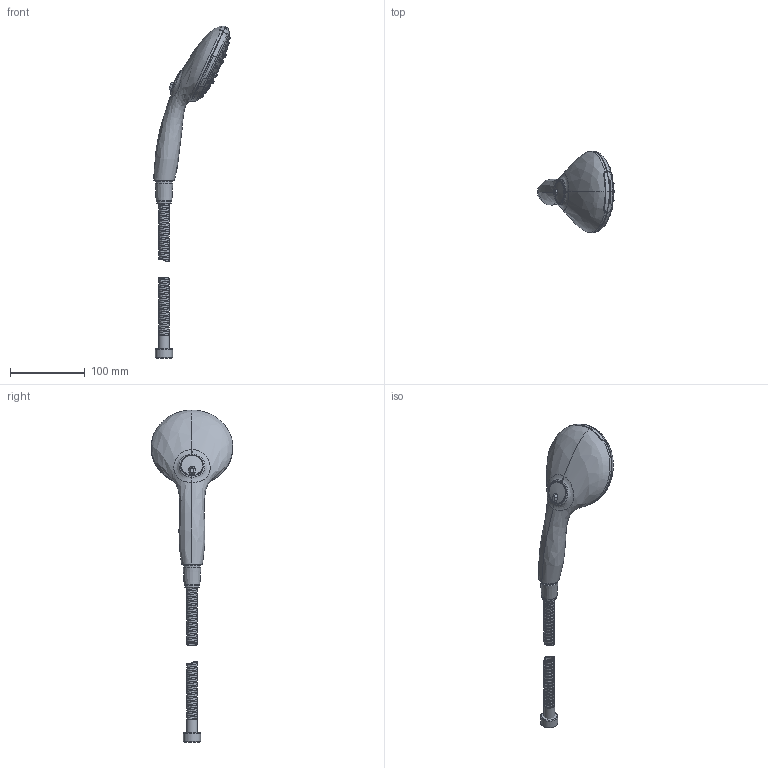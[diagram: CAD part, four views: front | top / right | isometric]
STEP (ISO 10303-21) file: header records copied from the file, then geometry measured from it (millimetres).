
FILE_DESCRIPTION(/* description */ ('Unknown'),/* implementation_level */ '2;1');
FILE_NAME(/* name */ '26965000',/* time_stamp */ '2022-09-27T18:02:15+02:00',/* author */ ('Unknown'),/* organization */ ('GROHE AG'),/* preprocessor_version */ 'ST-DEVELOPER v16.7',/* originating_system */ 'DEX',/* authorisation */ $);
FILE_SCHEMA (('AUTOMOTIVE_DESIGN {1 0 10303 214 3 1 1}'));
Products named in the file (6): 26965000; id46; A4297454_BUMPER_NOZZLE_SOLID; A4298721_HOUSING_SURFACES_PS_SURFACE_V1_HIGHER_SOLID_211103; A4298722_SOFTTOOL DIAL_NEW_POSITION_RADIUS_0,7
Assembly tree (5 placements, depth 2):
  26965000
    26965000
    id46
    A4297454_BUMPER_NOZZLE_SOLID
    A4298721_HOUSING_SURFACES_PS_SURFACE_V1_HIGHER_SOLID_211103
    A4298722_SOFTTOOL DIAL_NEW_POSITION_RADIUS_0,7
Bounding box: 103.14 x 109.62 x 444.89 mm (x, y, z)
Volume: 5163.4 mm3; surface area: 68150.7 mm2
Topology: 1 solids, 164 shells, 644 faces, 2550 edges, 1998 vertices
Faces by surface type: bspline 221, torus 148, plane 110, cylinder 86, cone 78, sphere 1
Full cylindrical faces by diameter (mm): 2.8 x66, 4.1 x6, 10.8 x2, 14.7 x1, 19.9 x1, 22.6 x1, 23 x1, 100.004 x1, 109.489 x1
Entity records: 51720 total; most frequent: CARTESIAN_POINT 35013, ORIENTED_EDGE 2842, EDGE_CURVE 2091, VERTEX_POINT 1815, DIRECTION 1795, B_SPLINE_CURVE_WITH_KNOTS 1506, EDGE_LOOP 1142, FACE_BOUND 1142
